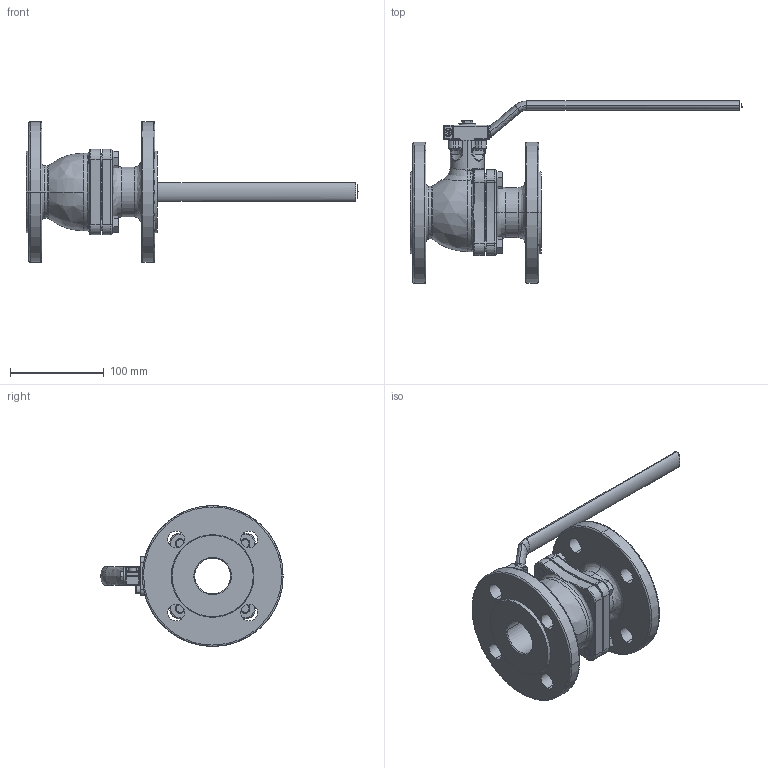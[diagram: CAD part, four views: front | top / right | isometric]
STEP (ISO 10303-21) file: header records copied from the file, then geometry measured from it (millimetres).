
FILE_DESCRIPTION (( 'STEP AP214' ), '1' );
FILE_NAME ('Fig. 150 DN-040.STEP', '2020-10-15T08:14:54', ( '' ), ( '' ), 'SwSTEP 2.0', 'SolidWorks 2020', '' );
FILE_SCHEMA (( 'AUTOMOTIVE_DESIGN' ));
Length unit declared in the file: millimetre
Products named in the file (1): Fig. 150  DN-040
Bounding box: 353.5 x 194 x 150 mm (x, y, z)
Surface area: 190491.2 mm2 (no closed solid volume)
Topology: 0 solids, 16 shells, 736 faces, 1720 edges, 1024 vertices
Faces by surface type: cylinder 239, plane 199, bspline 156, cone 119, sphere 15, torus 8
Entity records: 41322 total; most frequent: CARTESIAN_POINT 17166, ORIENTED_EDGE 3360, DIRECTION 3240, EDGE_CURVE 1682, AXIS2_PLACEMENT_3D 1339, VERTEX_POINT 1014, EDGE_LOOP 832, CIRCLE 758
